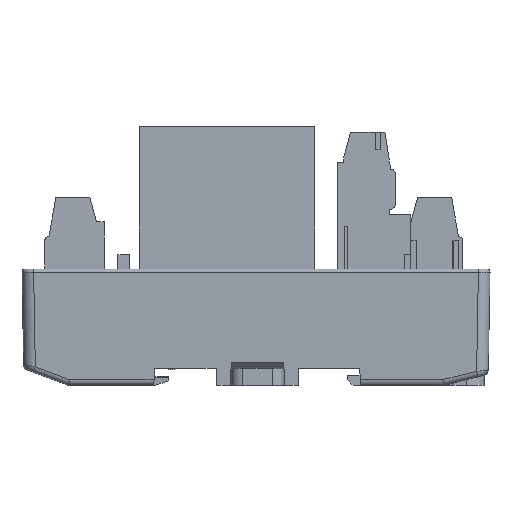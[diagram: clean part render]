
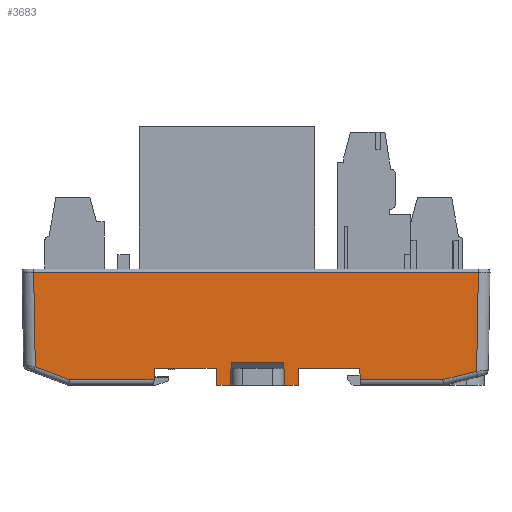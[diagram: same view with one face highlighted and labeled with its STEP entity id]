
A CAD part, front view. The second image highlights one B-rep face of the part: STEP entity #3683.
In plain terms, the highlighted planar face has unit normal (0, -1, -0.018).
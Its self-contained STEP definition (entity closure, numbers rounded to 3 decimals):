
#1894=FACE_OUTER_BOUND('',#15839,.T.);
#3683=ADVANCED_FACE('',(#1894),#5572,.T.);
#5572=PLANE('',#37341);
#7872=LINE('',#49806,#11829);
#7873=LINE('',#49814,#11830);
#7875=LINE('',#49818,#11832);
#7876=LINE('',#49820,#11833);
#7879=LINE('',#49826,#11836);
#7881=LINE('',#49830,#11838);
#7884=LINE('',#49836,#11841);
#7885=LINE('',#49840,#11842);
#7886=LINE('',#49844,#11843);
#7893=LINE('',#49866,#11850);
#7896=LINE('',#49872,#11853);
#7899=LINE('',#49877,#11856);
#7908=LINE('',#49895,#11865);
#7911=LINE('',#49901,#11868);
#7915=LINE('',#49907,#11872);
#7933=LINE('',#50038,#11890);
#7937=LINE('',#50050,#11894);
#7941=LINE('',#50060,#11898);
#11829=VECTOR('',#40481,1.);
#11830=VECTOR('',#40490,1.);
#11832=VECTOR('',#40494,1.);
#11833=VECTOR('',#40497,1.);
#11836=VECTOR('',#40502,1.);
#11838=VECTOR('',#40506,1.);
#11841=VECTOR('',#40511,1.);
#11842=VECTOR('',#40516,1.);
#11843=VECTOR('',#40521,1.);
#11850=VECTOR('',#40544,1.);
#11853=VECTOR('',#40549,1.);
#11856=VECTOR('',#40554,1.);
#11865=VECTOR('',#40571,1.);
#11868=VECTOR('',#40576,1.);
#11872=VECTOR('',#40582,1.);
#11890=VECTOR('',#40650,1.);
#11894=VECTOR('',#40664,1.);
#11898=VECTOR('',#40676,1.);
#15839=EDGE_LOOP('',(#18995,#18996,#18997,#18998,#18999,#19000,#19001,#19002,
#19003,#19004,#19005,#19006,#19007,#19008,#19009,#19010,#19011,#19012));
#18995=ORIENTED_EDGE('',*,*,#32119,.T.);
#18996=ORIENTED_EDGE('',*,*,#32130,.F.);
#18997=ORIENTED_EDGE('',*,*,#32125,.T.);
#18998=ORIENTED_EDGE('',*,*,#32052,.T.);
#18999=ORIENTED_EDGE('',*,*,#32050,.T.);
#19000=ORIENTED_EDGE('',*,*,#32048,.F.);
#19001=ORIENTED_EDGE('',*,*,#32063,.F.);
#19002=ORIENTED_EDGE('',*,*,#32066,.F.);
#19003=ORIENTED_EDGE('',*,*,#32069,.F.);
#19004=ORIENTED_EDGE('',*,*,#32045,.T.);
#19005=ORIENTED_EDGE('',*,*,#32043,.T.);
#19006=ORIENTED_EDGE('',*,*,#32040,.T.);
#19007=ORIENTED_EDGE('',*,*,#32078,.F.);
#19008=ORIENTED_EDGE('',*,*,#32081,.T.);
#19009=ORIENTED_EDGE('',*,*,#32085,.F.);
#19010=ORIENTED_EDGE('',*,*,#32039,.F.);
#19011=ORIENTED_EDGE('',*,*,#32037,.T.);
#19012=ORIENTED_EDGE('',*,*,#32033,.T.);
#28505=VERTEX_POINT('',#49807);
#28506=VERTEX_POINT('',#49808);
#28507=VERTEX_POINT('',#49813);
#28508=VERTEX_POINT('',#49817);
#28509=VERTEX_POINT('',#49821);
#28510=VERTEX_POINT('',#49822);
#28511=VERTEX_POINT('',#49827);
#28512=VERTEX_POINT('',#49831);
#28513=VERTEX_POINT('',#49835);
#28514=VERTEX_POINT('',#49837);
#28515=VERTEX_POINT('',#49841);
#28516=VERTEX_POINT('',#49845);
#28522=VERTEX_POINT('',#49865);
#28524=VERTEX_POINT('',#49871);
#28530=VERTEX_POINT('',#49894);
#28532=VERTEX_POINT('',#49900);
#28549=VERTEX_POINT('',#50037);
#28553=VERTEX_POINT('',#50051);
#32033=EDGE_CURVE('',#28505,#28506,#7872,.T.);
#32037=EDGE_CURVE('',#28507,#28505,#7873,.T.);
#32039=EDGE_CURVE('',#28507,#28508,#7875,.T.);
#32040=EDGE_CURVE('',#28509,#28510,#7876,.T.);
#32043=EDGE_CURVE('',#28511,#28509,#7879,.T.);
#32045=EDGE_CURVE('',#28512,#28511,#7881,.T.);
#32048=EDGE_CURVE('',#28513,#28514,#7884,.T.);
#32050=EDGE_CURVE('',#28515,#28514,#7885,.T.);
#32052=EDGE_CURVE('',#28516,#28515,#7886,.T.);
#32063=EDGE_CURVE('',#28522,#28513,#7893,.T.);
#32066=EDGE_CURVE('',#28524,#28522,#7896,.T.);
#32069=EDGE_CURVE('',#28512,#28524,#7899,.T.);
#32078=EDGE_CURVE('',#28530,#28510,#7908,.T.);
#32081=EDGE_CURVE('',#28530,#28532,#7911,.T.);
#32085=EDGE_CURVE('',#28508,#28532,#7915,.T.);
#32119=EDGE_CURVE('',#28506,#28549,#7933,.T.);
#32125=EDGE_CURVE('',#28553,#28516,#7937,.T.);
#32130=EDGE_CURVE('',#28553,#28549,#7941,.T.);
#37341=AXIS2_PLACEMENT_3D('',#50061,#40677,#40678);
#40481=DIRECTION('',(0.97,-0.004,0.243));
#40490=DIRECTION('',(1.,0.,0.));
#40494=DIRECTION('',(-0.017,-0.017,1.));
#40497=DIRECTION('',(0.035,0.017,-0.999));
#40502=DIRECTION('',(1.,0.,0.));
#40506=DIRECTION('',(0.035,-0.017,0.999));
#40511=DIRECTION('',(-0.017,0.017,-1.));
#40516=DIRECTION('',(1.,0.,0.));
#40521=DIRECTION('',(0.936,0.006,-0.351));
#40544=DIRECTION('',(-1.,0.,0.));
#40549=DIRECTION('',(-0.035,-0.017,0.999));
#40554=DIRECTION('',(-1.,0.,0.));
#40571=DIRECTION('',(-1.,0.,0.));
#40576=DIRECTION('',(0.035,-0.017,0.999));
#40582=DIRECTION('',(-1.,0.,0.));
#40650=DIRECTION('',(0.017,-0.017,1.));
#40664=DIRECTION('',(0.017,0.017,-1.));
#40676=DIRECTION('',(1.,0.,0.));
#40677=DIRECTION('',(0.,-1.,-0.017));
#40678=DIRECTION('',(0.,-0.017,1.));
#49806=CARTESIAN_POINT('',(-142.827,143.94,-14.988));
#49807=CARTESIAN_POINT('',(-117.106,143.828,-8.558));
#49808=CARTESIAN_POINT('',(-111.289,143.802,-7.104));
#49813=CARTESIAN_POINT('',(-131.308,143.828,-8.558));
#49814=CARTESIAN_POINT('',(-149.192,143.828,-8.558));
#49817=CARTESIAN_POINT('',(-131.343,143.792,-6.541));
#49818=CARTESIAN_POINT('',(-131.332,143.803,-7.169));
#49820=CARTESIAN_POINT('',(-144.983,143.493,10.609));
#49821=CARTESIAN_POINT('',(-144.419,143.775,-5.541));
#49822=CARTESIAN_POINT('',(-144.279,143.845,-9.541));
#49826=CARTESIAN_POINT('',(-149.192,143.775,-5.541));
#49827=CARTESIAN_POINT('',(-153.449,143.775,-5.541));
#49830=CARTESIAN_POINT('',(-152.886,143.493,10.591));
#49831=CARTESIAN_POINT('',(-153.589,143.845,-9.541));
#49835=CARTESIAN_POINT('',(-166.675,143.792,-6.541));
#49836=CARTESIAN_POINT('',(-166.373,143.49,10.762));
#49837=CARTESIAN_POINT('',(-166.71,143.828,-8.558));
#49840=CARTESIAN_POINT('',(-149.192,143.828,-8.558));
#49841=CARTESIAN_POINT('',(-181.22,143.828,-8.558));
#49844=CARTESIAN_POINT('',(-159.396,143.97,-16.742));
#49845=CARTESIAN_POINT('',(-187.108,143.789,-6.35));
#49865=CARTESIAN_POINT('',(-156.039,143.792,-6.541));
#49866=CARTESIAN_POINT('',(-149.192,143.792,-6.541));
#49871=CARTESIAN_POINT('',(-155.934,143.845,-9.541));
#49872=CARTESIAN_POINT('',(-156.623,143.5,10.203));
#49877=CARTESIAN_POINT('',(-148.934,143.845,-9.541));
#49894=CARTESIAN_POINT('',(-141.934,143.845,-9.541));
#49895=CARTESIAN_POINT('',(-148.934,143.845,-9.541));
#49900=CARTESIAN_POINT('',(-141.829,143.792,-6.541));
#49901=CARTESIAN_POINT('',(-141.95,143.853,-10.014));
#49907=CARTESIAN_POINT('',(-149.192,143.792,-6.541));
#50037=CARTESIAN_POINT('',(-110.991,143.505,9.947));
#50038=CARTESIAN_POINT('',(-110.982,143.495,10.494));
#50050=CARTESIAN_POINT('',(-187.39,143.507,9.795));
#50051=CARTESIAN_POINT('',(-187.392,143.505,9.947));
#50060=CARTESIAN_POINT('',(-149.192,143.505,9.947));
#50061=CARTESIAN_POINT('',(-149.192,143.496,10.462));
